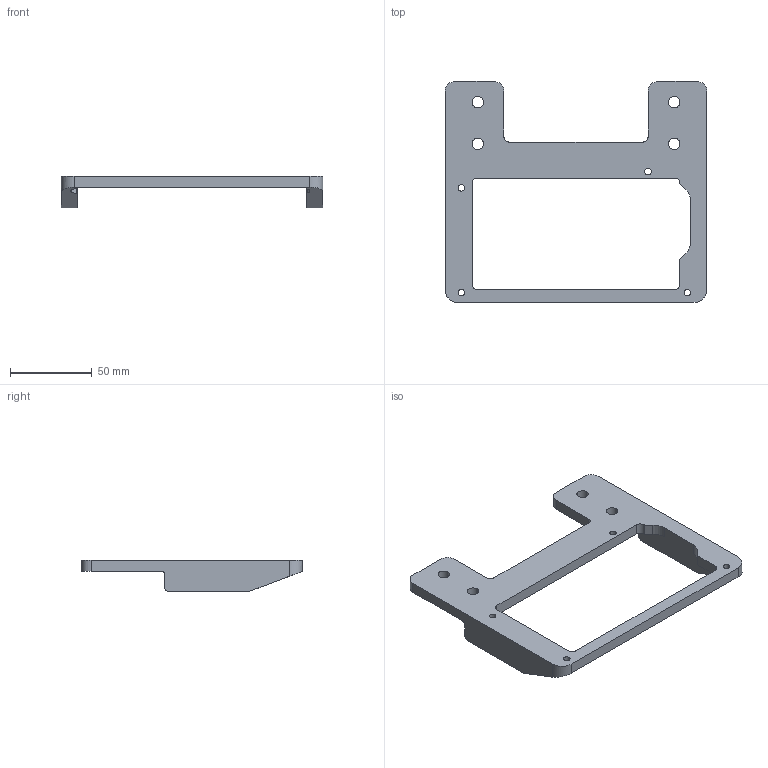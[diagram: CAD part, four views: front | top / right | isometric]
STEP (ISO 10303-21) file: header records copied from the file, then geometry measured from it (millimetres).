
FILE_DESCRIPTION (( 'STEP AP203' ), '1' );
FILE_NAME ('Power Supply Bracket.STEP', '2015-04-25T21:47:22', ( '' ), ( '' ), 'SwSTEP 2.0', 'SolidWorks 2013', '' );
FILE_SCHEMA (( 'CONFIG_CONTROL_DESIGN' ));
Length unit declared in the file: millimetre
Products named in the file (1): Power Supply Bracket
Bounding box: 160 x 135 x 19.5 mm (x, y, z)
Volume: 79295.3 mm3; surface area: 30119.3 mm2
Topology: 1 solids, 1 shells, 72 faces, 211 edges, 140 vertices
Faces by surface type: cylinder 44, plane 28
Entity records: 2531 total; most frequent: CARTESIAN_POINT 451, DIRECTION 427, ORIENTED_EDGE 422, EDGE_CURVE 211, AXIS2_PLACEMENT_3D 152, VERTEX_POINT 140, LINE 123, VECTOR 123
